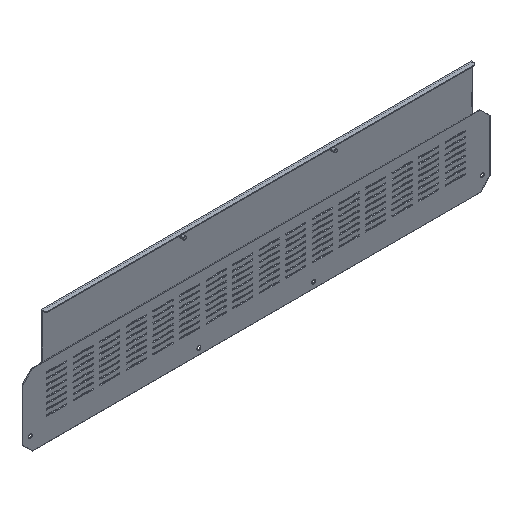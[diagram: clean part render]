
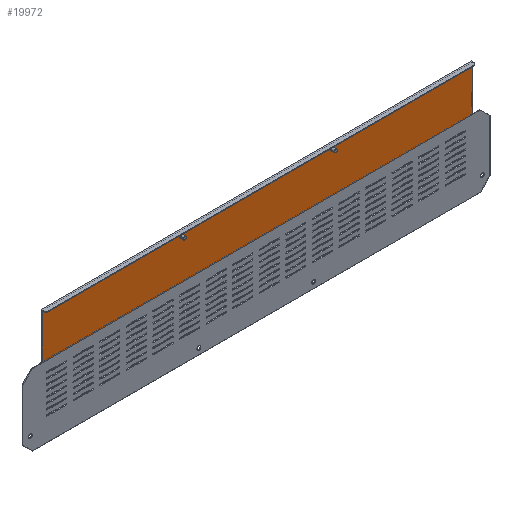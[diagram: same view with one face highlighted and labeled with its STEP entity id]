
A CAD part, isometric view. The second image highlights one B-rep face of the part: STEP entity #19972.
In plain terms, the highlighted planar face has unit normal (0, -1, 0).
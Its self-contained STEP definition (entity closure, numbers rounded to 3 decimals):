
#326 = FACE_BOUND ( 'NONE', #16209, .T. ) ;
#442 = DIRECTION ( 'NONE',  ( 0., 1., 0. ) ) ;
#1009 = DIRECTION ( 'NONE',  ( 0., 0., -1. ) ) ;
#1055 = DIRECTION ( 'NONE',  ( 0., -1., 0. ) ) ;
#1301 = VECTOR ( 'NONE', #19213, 1000. ) ;
#1756 = DIRECTION ( 'NONE',  ( 0., 0., -1. ) ) ;
#2515 = LINE ( 'NONE', #19915, #4435 ) ;
#2600 = EDGE_CURVE ( 'NONE', #7481, #12524, #19891, .T. ) ;
#2983 = ORIENTED_EDGE ( 'NONE', *, *, #3836, .T. ) ;
#2995 = CARTESIAN_POINT ( 'NONE',  ( 304.75, 152.5, 3. ) ) ;
#3424 = DIRECTION ( 'NONE',  ( 0., -1., 0. ) ) ;
#3717 = VECTOR ( 'NONE', #16391, 1000. ) ;
#3836 = EDGE_CURVE ( 'NONE', #17924, #5325, #17997, .T. ) ;
#4018 = EDGE_CURVE ( 'NONE', #12524, #7481, #13851, .T. ) ;
#4041 = LINE ( 'NONE', #13481, #19516 ) ;
#4140 = CARTESIAN_POINT ( 'NONE',  ( -504.75, 152.5, 0.293 ) ) ;
#4191 = VERTEX_POINT ( 'NONE', #11369 ) ;
#4265 = VERTEX_POINT ( 'NONE', #14305 ) ;
#4435 = VECTOR ( 'NONE', #8998, 1000. ) ;
#4522 = CARTESIAN_POINT ( 'NONE',  ( 42., 152.5, 78. ) ) ;
#4557 = CARTESIAN_POINT ( 'NONE',  ( 0., 152.5, 88. ) ) ;
#4844 = AXIS2_PLACEMENT_3D ( 'NONE', #4522, #1055, #15407 ) ;
#5305 = EDGE_CURVE ( 'NONE', #6603, #5325, #15367, .T. ) ;
#5325 = VERTEX_POINT ( 'NONE', #2995 ) ;
#5377 = CIRCLE ( 'NONE', #18089, 3. ) ;
#5564 = ORIENTED_EDGE ( 'NONE', *, *, #7645, .T. ) ;
#5699 = LINE ( 'NONE', #4140, #3717 ) ;
#6528 = LINE ( 'NONE', #11147, #1301 ) ;
#6603 = VERTEX_POINT ( 'NONE', #19052 ) ;
#6838 = FACE_OUTER_BOUND ( 'NONE', #16448, .T. ) ;
#6946 = ORIENTED_EDGE ( 'NONE', *, *, #12571, .T. ) ;
#7170 = DIRECTION ( 'NONE',  ( 0., 0., 1. ) ) ;
#7481 = VERTEX_POINT ( 'NONE', #7676 ) ;
#7645 = EDGE_CURVE ( 'NONE', #15139, #4265, #6528, .T. ) ;
#7676 = CARTESIAN_POINT ( 'NONE',  ( -239.247, 152.5, 76.809 ) ) ;
#7694 = ORIENTED_EDGE ( 'NONE', *, *, #18378, .F. ) ;
#7696 = AXIS2_PLACEMENT_3D ( 'NONE', #9768, #442, #16158 ) ;
#7763 = ORIENTED_EDGE ( 'NONE', *, *, #13312, .T. ) ;
#7986 = CARTESIAN_POINT ( 'NONE',  ( -504.75, 152.5, 87. ) ) ;
#8137 = CARTESIAN_POINT ( 'NONE',  ( -242., 152.5, 78. ) ) ;
#8301 = FACE_BOUND ( 'NONE', #10973, .T. ) ;
#8404 = PLANE ( 'NONE',  #7696 ) ;
#8540 = EDGE_CURVE ( 'NONE', #17327, #15023, #18914, .T. ) ;
#8771 = CARTESIAN_POINT ( 'NONE',  ( -242., 152.5, 78. ) ) ;
#8886 = DIRECTION ( 'NONE',  ( 0., -1., 0. ) ) ;
#8940 = ORIENTED_EDGE ( 'NONE', *, *, #14120, .F. ) ;
#8998 = DIRECTION ( 'NONE',  ( 0., 0., 1. ) ) ;
#9177 = CARTESIAN_POINT ( 'NONE',  ( 45., 152.5, 77.995 ) ) ;
#9680 = VERTEX_POINT ( 'NONE', #9177 ) ;
#9768 = CARTESIAN_POINT ( 'NONE',  ( 0., 152.5, 0.293 ) ) ;
#9941 = CARTESIAN_POINT ( 'NONE',  ( 0., 152.5, 3. ) ) ;
#10973 = EDGE_LOOP ( 'NONE', ( #16124, #17636 ) ) ;
#11078 = VERTEX_POINT ( 'NONE', #18725 ) ;
#11147 = CARTESIAN_POINT ( 'NONE',  ( -504.75, 152.5, 0.293 ) ) ;
#11369 = CARTESIAN_POINT ( 'NONE',  ( 39., 152.5, 78.005 ) ) ;
#11502 = DIRECTION ( 'NONE',  ( 0., 0., 1. ) ) ;
#11818 = DIRECTION ( 'NONE',  ( 0., 0., 1. ) ) ;
#11893 = DIRECTION ( 'NONE',  ( 0., -1., 0. ) ) ;
#12516 = CARTESIAN_POINT ( 'NONE',  ( -504.75, 152.5, 88. ) ) ;
#12524 = VERTEX_POINT ( 'NONE', #13374 ) ;
#12571 = EDGE_CURVE ( 'NONE', #6603, #11078, #4041, .T. ) ;
#12692 = CARTESIAN_POINT ( 'NONE',  ( -504.75, 152.5, 3. ) ) ;
#13023 = ORIENTED_EDGE ( 'NONE', *, *, #14251, .T. ) ;
#13066 = LINE ( 'NONE', #14545, #19433 ) ;
#13241 = ORIENTED_EDGE ( 'NONE', *, *, #14820, .F. ) ;
#13312 = EDGE_CURVE ( 'NONE', #11078, #17327, #2515, .T. ) ;
#13374 = CARTESIAN_POINT ( 'NONE',  ( -244.753, 152.5, 79.191 ) ) ;
#13481 = CARTESIAN_POINT ( 'NONE',  ( 304.75, 152.5, 0.293 ) ) ;
#13566 = CARTESIAN_POINT ( 'NONE',  ( 42., 152.5, 78. ) ) ;
#13851 = CIRCLE ( 'NONE', #19544, 3. ) ;
#14109 = ORIENTED_EDGE ( 'NONE', *, *, #5305, .F. ) ;
#14120 = EDGE_CURVE ( 'NONE', #4191, #9680, #5377, .T. ) ;
#14251 = EDGE_CURVE ( 'NONE', #4265, #17924, #13066, .T. ) ;
#14305 = CARTESIAN_POINT ( 'NONE',  ( -504.75, 152.5, 4.036 ) ) ;
#14429 = DIRECTION ( 'NONE',  ( 1., 0., 0. ) ) ;
#14537 = CIRCLE ( 'NONE', #4844, 3. ) ;
#14545 = CARTESIAN_POINT ( 'NONE',  ( -504.75, 152.5, 4.036 ) ) ;
#14820 = EDGE_CURVE ( 'NONE', #15139, #15023, #5699, .T. ) ;
#15023 = VERTEX_POINT ( 'NONE', #12516 ) ;
#15139 = VERTEX_POINT ( 'NONE', #7986 ) ;
#15367 = LINE ( 'NONE', #18101, #16576 ) ;
#15407 = DIRECTION ( 'NONE',  ( 0., 0., 1. ) ) ;
#15856 = VECTOR ( 'NONE', #14429, 1000. ) ;
#16124 = ORIENTED_EDGE ( 'NONE', *, *, #2600, .F. ) ;
#16158 = DIRECTION ( 'NONE',  ( 0., 0., 1. ) ) ;
#16209 = EDGE_LOOP ( 'NONE', ( #8940, #7694 ) ) ;
#16391 = DIRECTION ( 'NONE',  ( 0., 0., 1. ) ) ;
#16448 = EDGE_LOOP ( 'NONE', ( #5564, #13023, #2983, #14109, #6946, #7763, #18446, #13241 ) ) ;
#16530 = AXIS2_PLACEMENT_3D ( 'NONE', #8137, #3424, #11502 ) ;
#16576 = VECTOR ( 'NONE', #1009, 1000. ) ;
#17327 = VERTEX_POINT ( 'NONE', #17328 ) ;
#17328 = CARTESIAN_POINT ( 'NONE',  ( 304.75, 152.5, 88. ) ) ;
#17636 = ORIENTED_EDGE ( 'NONE', *, *, #4018, .F. ) ;
#17924 = VERTEX_POINT ( 'NONE', #12692 ) ;
#17954 = DIRECTION ( 'NONE',  ( -1., 0., 0. ) ) ;
#17997 = LINE ( 'NONE', #9941, #15856 ) ;
#18089 = AXIS2_PLACEMENT_3D ( 'NONE', #13566, #11893, #7170 ) ;
#18101 = CARTESIAN_POINT ( 'NONE',  ( 304.75, 152.5, 0.293 ) ) ;
#18306 = DIRECTION ( 'NONE',  ( 0., 0., 1. ) ) ;
#18378 = EDGE_CURVE ( 'NONE', #9680, #4191, #14537, .T. ) ;
#18446 = ORIENTED_EDGE ( 'NONE', *, *, #8540, .T. ) ;
#18725 = CARTESIAN_POINT ( 'NONE',  ( 304.75, 152.5, 87. ) ) ;
#18914 = LINE ( 'NONE', #4557, #20744 ) ;
#19052 = CARTESIAN_POINT ( 'NONE',  ( 304.75, 152.5, 4.036 ) ) ;
#19213 = DIRECTION ( 'NONE',  ( 0., 0., -1. ) ) ;
#19433 = VECTOR ( 'NONE', #1756, 1000. ) ;
#19516 = VECTOR ( 'NONE', #18306, 1000. ) ;
#19544 = AXIS2_PLACEMENT_3D ( 'NONE', #8771, #8886, #11818 ) ;
#19891 = CIRCLE ( 'NONE', #16530, 3. ) ;
#19915 = CARTESIAN_POINT ( 'NONE',  ( 304.75, 152.5, 87. ) ) ;
#19972 = ADVANCED_FACE ( 'NONE', ( #8301, #326, #6838 ), #8404, .F. ) ;
#20744 = VECTOR ( 'NONE', #17954, 1000. ) ;
